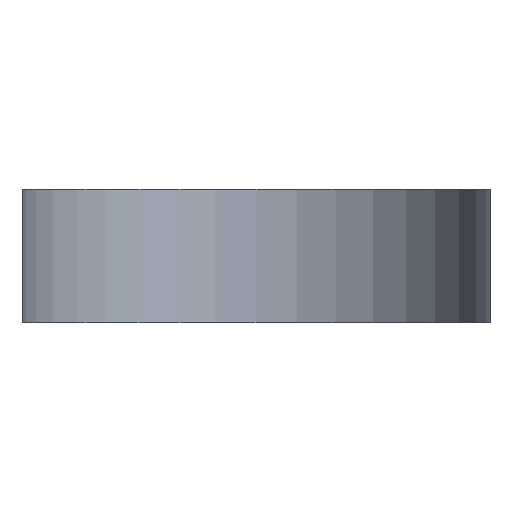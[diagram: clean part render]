
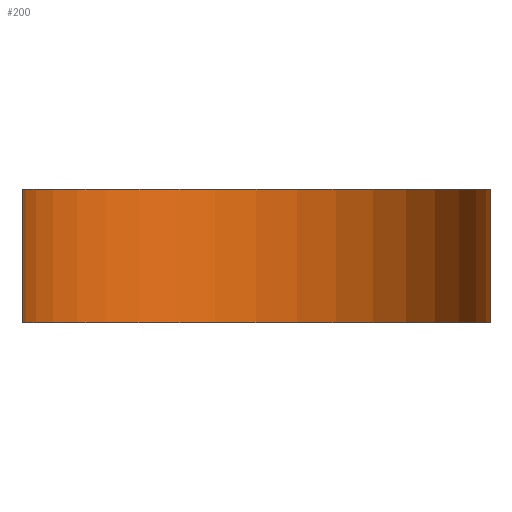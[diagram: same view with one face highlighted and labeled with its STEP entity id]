
A CAD part, front view. The second image highlights one B-rep face of the part: STEP entity #200.
In plain terms, the highlighted cylindrical face has radius 17.5 mm (diameter 35 mm), a partial arc.
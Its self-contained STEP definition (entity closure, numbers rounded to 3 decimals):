
#29=FACE_OUTER_BOUND('',#40,.T.);
#40=EDGE_LOOP('',(#170,#171,#172,#173));
#59=LINE('',#341,#78);
#60=LINE('',#345,#79);
#78=VECTOR('',#280,10.);
#79=VECTOR('',#285,10.);
#86=CIRCLE('',#225,17.5);
#88=CIRCLE('',#232,17.5);
#98=VERTEX_POINT('',#317);
#99=VERTEX_POINT('',#319);
#105=VERTEX_POINT('',#339);
#106=VERTEX_POINT('',#343);
#118=EDGE_CURVE('',#98,#99,#86,.T.);
#129=EDGE_CURVE('',#105,#99,#59,.T.);
#130=EDGE_CURVE('',#105,#106,#88,.T.);
#131=EDGE_CURVE('',#106,#98,#60,.T.);
#170=ORIENTED_EDGE('',*,*,#130,.F.);
#171=ORIENTED_EDGE('',*,*,#129,.T.);
#172=ORIENTED_EDGE('',*,*,#118,.F.);
#173=ORIENTED_EDGE('',*,*,#131,.F.);
#191=CYLINDRICAL_SURFACE('',#231,17.5);
#200=ADVANCED_FACE('',(#29),#191,.F.);
#225=AXIS2_PLACEMENT_3D('',#320,#259,#260);
#231=AXIS2_PLACEMENT_3D('',#342,#281,#282);
#232=AXIS2_PLACEMENT_3D('',#344,#283,#284);
#259=DIRECTION('center_axis',(0.,0.,-1.));
#260=DIRECTION('ref_axis',(1.,0.,0.));
#280=DIRECTION('',(0.,0.,1.));
#281=DIRECTION('center_axis',(0.,0.,1.));
#282=DIRECTION('ref_axis',(1.,0.,0.));
#283=DIRECTION('center_axis',(0.,0.,1.));
#284=DIRECTION('ref_axis',(1.,0.,0.));
#285=DIRECTION('',(0.,0.,1.));
#317=CARTESIAN_POINT('',(-17.5,-46.5,10.));
#319=CARTESIAN_POINT('',(17.5,-46.5,10.));
#320=CARTESIAN_POINT('Origin',(0.,-46.5,10.));
#339=CARTESIAN_POINT('',(17.5,-46.5,0.));
#341=CARTESIAN_POINT('',(17.5,-46.5,0.));
#342=CARTESIAN_POINT('Origin',(0.,-46.5,0.));
#343=CARTESIAN_POINT('',(-17.5,-46.5,0.));
#344=CARTESIAN_POINT('Origin',(0.,-46.5,0.));
#345=CARTESIAN_POINT('',(-17.5,-46.5,0.));
